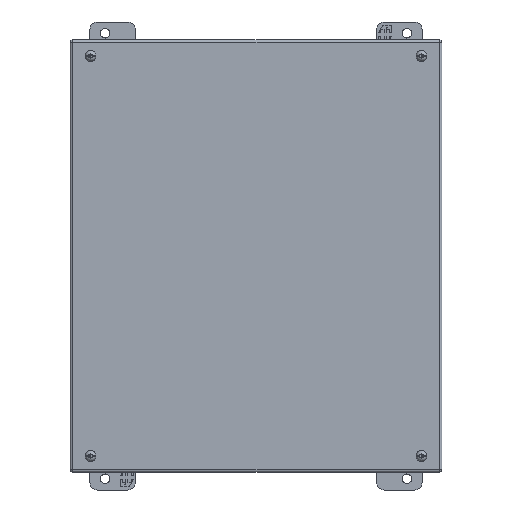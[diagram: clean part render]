
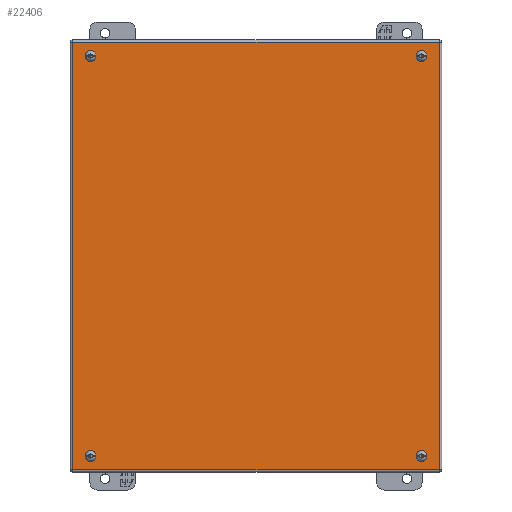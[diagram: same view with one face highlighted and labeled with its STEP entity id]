
A CAD part, front view. The second image highlights one B-rep face of the part: STEP entity #22406.
In plain terms, the highlighted planar face has unit normal (0, -1, 0).
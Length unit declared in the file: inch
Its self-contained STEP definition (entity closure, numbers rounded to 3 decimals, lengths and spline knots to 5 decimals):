
#833 = FACE_BOUND ( 'NONE', #12139, .T. ) ;
#1025 = DIRECTION ( 'NONE',  ( 0., -1., 0. ) ) ;
#1132 = ORIENTED_EDGE ( 'NONE', *, *, #10945, .F. ) ;
#1738 = EDGE_CURVE ( 'NONE', #11048, #11048, #15888, .T. ) ;
#1758 = VECTOR ( 'NONE', #29909, 39.37008 ) ;
#3044 = EDGE_CURVE ( 'NONE', #5304, #7994, #16783, .T. ) ;
#3722 = CARTESIAN_POINT ( 'NONE',  ( 6.07727, -8.17205, 7.07722 ) ) ;
#4024 = CARTESIAN_POINT ( 'NONE',  ( -5.48, -8.17205, 6.501 ) ) ;
#5074 = AXIS2_PLACEMENT_3D ( 'NONE', #15147, #22814, #20244 ) ;
#5304 = VERTEX_POINT ( 'NONE', #22056 ) ;
#5494 = EDGE_CURVE ( 'NONE', #6760, #6760, #7099, .T. ) ;
#6020 = CARTESIAN_POINT ( 'NONE',  ( 6.07727, -8.17205, -7.07729 ) ) ;
#6106 = DIRECTION ( 'NONE',  ( 0., -1., 0. ) ) ;
#6277 = PLANE ( 'NONE',  #23624 ) ;
#6760 = VERTEX_POINT ( 'NONE', #27353 ) ;
#6817 = EDGE_LOOP ( 'NONE', ( #28748, #30170, #28648, #6951 ) ) ;
#6951 = ORIENTED_EDGE ( 'NONE', *, *, #14014, .T. ) ;
#7099 = CIRCLE ( 'NONE', #14143, 0.125 ) ;
#7111 = VERTEX_POINT ( 'NONE', #17470 ) ;
#7185 = DIRECTION ( 'NONE',  ( 0., 0., -1. ) ) ;
#7251 = CARTESIAN_POINT ( 'NONE',  ( 5.48, -8.17205, -6.626 ) ) ;
#7428 = DIRECTION ( 'NONE',  ( 0., 0., -1. ) ) ;
#7746 = AXIS2_PLACEMENT_3D ( 'NONE', #22122, #1025, #21785 ) ;
#7994 = VERTEX_POINT ( 'NONE', #28788 ) ;
#8653 = CARTESIAN_POINT ( 'NONE',  ( 6.07727, -8.17205, 7.07722 ) ) ;
#8693 = CARTESIAN_POINT ( 'NONE',  ( 6.07727, -8.17205, -7.07729 ) ) ;
#9437 = ORIENTED_EDGE ( 'NONE', *, *, #5494, .F. ) ;
#9636 = EDGE_CURVE ( 'NONE', #7111, #7111, #17541, .T. ) ;
#10945 = EDGE_CURVE ( 'NONE', #14913, #14913, #19758, .T. ) ;
#11048 = VERTEX_POINT ( 'NONE', #29275 ) ;
#11799 = VECTOR ( 'NONE', #16464, 39.37008 ) ;
#12139 = EDGE_LOOP ( 'NONE', ( #9437 ) ) ;
#12224 = EDGE_CURVE ( 'NONE', #24271, #22424, #24969, .T. ) ;
#12377 = EDGE_CURVE ( 'NONE', #7994, #24271, #30783, .T. ) ;
#13879 = VECTOR ( 'NONE', #17218, 39.37008 ) ;
#14014 = EDGE_CURVE ( 'NONE', #22424, #5304, #17386, .T. ) ;
#14143 = AXIS2_PLACEMENT_3D ( 'NONE', #7251, #17612, #7428 ) ;
#14913 = VERTEX_POINT ( 'NONE', #4024 ) ;
#15074 = VECTOR ( 'NONE', #28191, 39.37008 ) ;
#15147 = CARTESIAN_POINT ( 'NONE',  ( -5.48, -8.17205, 6.626 ) ) ;
#15168 = EDGE_LOOP ( 'NONE', ( #18121 ) ) ;
#15888 = CIRCLE ( 'NONE', #7746, 0.125 ) ;
#16315 = ORIENTED_EDGE ( 'NONE', *, *, #1738, .F. ) ;
#16464 = DIRECTION ( 'NONE',  ( 0., 0., 1. ) ) ;
#16495 = DIRECTION ( 'NONE',  ( 0., 0., -1. ) ) ;
#16783 = LINE ( 'NONE', #19503, #1758 ) ;
#17218 = DIRECTION ( 'NONE',  ( -1., 0., 0. ) ) ;
#17386 = LINE ( 'NONE', #30201, #13879 ) ;
#17388 = CARTESIAN_POINT ( 'NONE',  ( -5.48, -8.17205, -6.626 ) ) ;
#17470 = CARTESIAN_POINT ( 'NONE',  ( -5.48, -8.17205, -6.751 ) ) ;
#17541 = CIRCLE ( 'NONE', #32321, 0.125 ) ;
#17612 = DIRECTION ( 'NONE',  ( 0., -1., 0. ) ) ;
#17785 = CARTESIAN_POINT ( 'NONE',  ( 6.07727, -8.17205, -7.07729 ) ) ;
#18121 = ORIENTED_EDGE ( 'NONE', *, *, #9636, .F. ) ;
#19503 = CARTESIAN_POINT ( 'NONE',  ( -6.07736, -8.17205, -7.07729 ) ) ;
#19749 = EDGE_LOOP ( 'NONE', ( #1132 ) ) ;
#19758 = CIRCLE ( 'NONE', #5074, 0.125 ) ;
#20244 = DIRECTION ( 'NONE',  ( 0., 0., -1. ) ) ;
#20277 = DIRECTION ( 'NONE',  ( 0., -1., 0. ) ) ;
#21435 = FACE_BOUND ( 'NONE', #33089, .T. ) ;
#21785 = DIRECTION ( 'NONE',  ( 0., 0., -1. ) ) ;
#22056 = CARTESIAN_POINT ( 'NONE',  ( -6.07736, -8.17205, 7.07722 ) ) ;
#22122 = CARTESIAN_POINT ( 'NONE',  ( 5.48, -8.17205, 6.626 ) ) ;
#22406 = ADVANCED_FACE ( 'NONE', ( #24162, #21435, #833, #32068, #29793 ), #6277, .T. ) ;
#22424 = VERTEX_POINT ( 'NONE', #3722 ) ;
#22814 = DIRECTION ( 'NONE',  ( 0., -1., 0. ) ) ;
#23624 = AXIS2_PLACEMENT_3D ( 'NONE', #8693, #6106, #16495 ) ;
#24162 = FACE_BOUND ( 'NONE', #19749, .T. ) ;
#24271 = VERTEX_POINT ( 'NONE', #6020 ) ;
#24969 = LINE ( 'NONE', #8653, #11799 ) ;
#27353 = CARTESIAN_POINT ( 'NONE',  ( 5.48, -8.17205, -6.751 ) ) ;
#28191 = DIRECTION ( 'NONE',  ( 1., 0., 0. ) ) ;
#28648 = ORIENTED_EDGE ( 'NONE', *, *, #12224, .T. ) ;
#28748 = ORIENTED_EDGE ( 'NONE', *, *, #3044, .T. ) ;
#28788 = CARTESIAN_POINT ( 'NONE',  ( -6.07736, -8.17205, -7.07729 ) ) ;
#29275 = CARTESIAN_POINT ( 'NONE',  ( 5.48, -8.17205, 6.501 ) ) ;
#29793 = FACE_OUTER_BOUND ( 'NONE', #6817, .T. ) ;
#29909 = DIRECTION ( 'NONE',  ( 0., 0., -1. ) ) ;
#30170 = ORIENTED_EDGE ( 'NONE', *, *, #12377, .T. ) ;
#30201 = CARTESIAN_POINT ( 'NONE',  ( -6.07736, -8.17205, 7.07722 ) ) ;
#30783 = LINE ( 'NONE', #17785, #15074 ) ;
#32068 = FACE_BOUND ( 'NONE', #15168, .T. ) ;
#32321 = AXIS2_PLACEMENT_3D ( 'NONE', #17388, #20277, #7185 ) ;
#33089 = EDGE_LOOP ( 'NONE', ( #16315 ) ) ;
